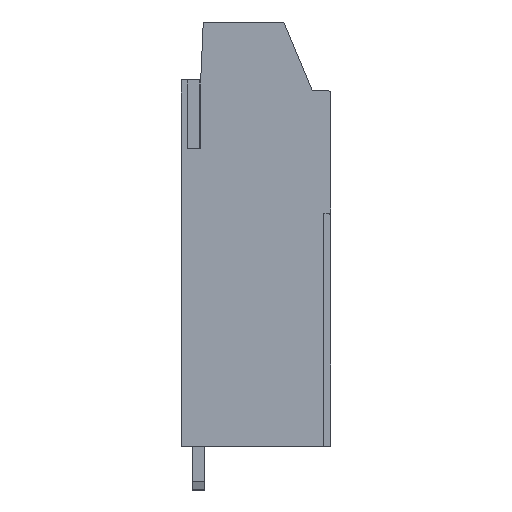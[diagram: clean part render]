
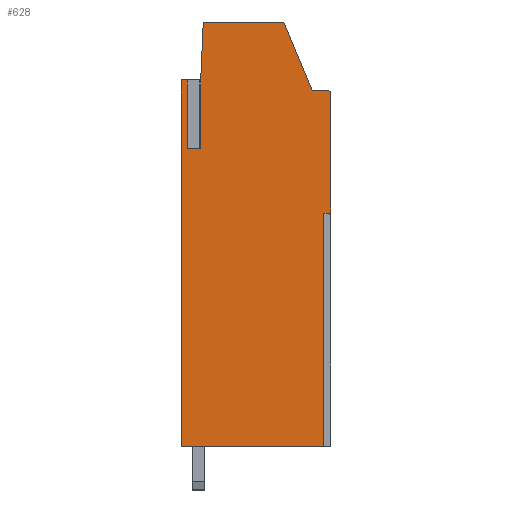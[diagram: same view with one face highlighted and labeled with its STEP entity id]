
A CAD part, left-side view. The second image highlights one B-rep face of the part: STEP entity #628.
In plain terms, the highlighted planar face has unit normal (-1, 0, 0).
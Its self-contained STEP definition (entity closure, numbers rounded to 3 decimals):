
#513=AXIS2_PLACEMENT_3D('Plane Axis2P3D',#510,#511,#512) ;
#559=AXIS2_PLACEMENT_3D('Circle Axis2P3D',#557,#558,$) ;
#479=CARTESIAN_POINT('Vertex',(0.68,10.25,25.05)) ;
#495=CARTESIAN_POINT('Vertex',(0.68,10.25,30.05)) ;
#498=CARTESIAN_POINT('Line Origine',(0.68,10.25,27.55)) ;
#510=CARTESIAN_POINT('Axis2P3D Location',(0.68,0.,0.)) ;
#515=CARTESIAN_POINT('Line Origine',(0.68,10.595,30.05)) ;
#519=CARTESIAN_POINT('Vertex',(0.68,10.94,30.05)) ;
#522=CARTESIAN_POINT('Line Origine',(0.68,10.94,16.625)) ;
#526=CARTESIAN_POINT('Vertex',(0.68,10.94,3.2)) ;
#529=CARTESIAN_POINT('Line Origine',(0.68,5.72,3.2)) ;
#533=CARTESIAN_POINT('Vertex',(0.68,0.5,3.2)) ;
#536=CARTESIAN_POINT('Line Origine',(0.68,0.5,11.75)) ;
#540=CARTESIAN_POINT('Vertex',(0.68,0.5,20.3)) ;
#543=CARTESIAN_POINT('Line Origine',(0.68,0.25,20.3)) ;
#547=CARTESIAN_POINT('Vertex',(0.68,0.,20.3)) ;
#550=CARTESIAN_POINT('Line Origine',(0.68,0.,24.68)) ;
#554=CARTESIAN_POINT('Vertex',(0.68,0.,29.06)) ;
#557=CARTESIAN_POINT('Axis2P3D Location',(0.68,0.2,29.06)) ;
#561=CARTESIAN_POINT('Vertex',(0.68,0.2,29.26)) ;
#564=CARTESIAN_POINT('Line Origine',(0.68,0.77,29.26)) ;
#568=CARTESIAN_POINT('Vertex',(0.68,1.34,29.26)) ;
#571=CARTESIAN_POINT('Line Origine',(0.68,2.386,31.78)) ;
#575=CARTESIAN_POINT('Vertex',(0.68,3.431,34.3)) ;
#578=CARTESIAN_POINT('Line Origine',(0.68,6.384,34.3)) ;
#582=CARTESIAN_POINT('Vertex',(0.68,9.336,34.3)) ;
#585=CARTESIAN_POINT('Line Origine',(0.68,9.428,32.175)) ;
#589=CARTESIAN_POINT('Vertex',(0.68,9.521,30.05)) ;
#592=CARTESIAN_POINT('Line Origine',(0.68,9.661,30.05)) ;
#596=CARTESIAN_POINT('Vertex',(0.68,9.8,30.05)) ;
#599=CARTESIAN_POINT('Line Origine',(0.68,9.8,27.55)) ;
#603=CARTESIAN_POINT('Vertex',(0.68,9.8,25.05)) ;
#606=CARTESIAN_POINT('Line Origine',(0.68,10.025,25.05)) ;
#499=DIRECTION('Vector Direction',(0.,0.,-1.)) ;
#511=DIRECTION('Axis2P3D Direction',(-1.,0.,0.)) ;
#512=DIRECTION('Axis2P3D XDirection',(0.,0.,1.)) ;
#516=DIRECTION('Vector Direction',(0.,-1.,0.)) ;
#523=DIRECTION('Vector Direction',(0.,0.,1.)) ;
#530=DIRECTION('Vector Direction',(0.,1.,0.)) ;
#537=DIRECTION('Vector Direction',(0.,0.,-1.)) ;
#544=DIRECTION('Vector Direction',(0.,-1.,0.)) ;
#551=DIRECTION('Vector Direction',(0.,0.,-1.)) ;
#558=DIRECTION('Axis2P3D Direction',(-1.,0.,0.)) ;
#565=DIRECTION('Vector Direction',(0.,-1.,0.)) ;
#572=DIRECTION('Vector Direction',(0.,-0.383,-0.924)) ;
#579=DIRECTION('Vector Direction',(0.,-1.,0.)) ;
#586=DIRECTION('Vector Direction',(0.,-0.044,0.999)) ;
#593=DIRECTION('Vector Direction',(0.,-1.,0.)) ;
#600=DIRECTION('Vector Direction',(0.,0.,-1.)) ;
#607=DIRECTION('Vector Direction',(0.,1.,0.)) ;
#500=VECTOR('Line Direction',#499,1.) ;
#517=VECTOR('Line Direction',#516,1.) ;
#524=VECTOR('Line Direction',#523,1.) ;
#531=VECTOR('Line Direction',#530,1.) ;
#538=VECTOR('Line Direction',#537,1.) ;
#545=VECTOR('Line Direction',#544,1.) ;
#552=VECTOR('Line Direction',#551,1.) ;
#566=VECTOR('Line Direction',#565,1.) ;
#573=VECTOR('Line Direction',#572,1.) ;
#580=VECTOR('Line Direction',#579,1.) ;
#587=VECTOR('Line Direction',#586,1.) ;
#594=VECTOR('Line Direction',#593,1.) ;
#601=VECTOR('Line Direction',#600,1.) ;
#608=VECTOR('Line Direction',#607,1.) ;
#612=ORIENTED_EDGE('',*,*,#521,.T.) ;
#613=ORIENTED_EDGE('',*,*,#528,.T.) ;
#614=ORIENTED_EDGE('',*,*,#535,.T.) ;
#615=ORIENTED_EDGE('',*,*,#542,.F.) ;
#616=ORIENTED_EDGE('',*,*,#549,.F.) ;
#617=ORIENTED_EDGE('',*,*,#556,.T.) ;
#618=ORIENTED_EDGE('',*,*,#563,.T.) ;
#619=ORIENTED_EDGE('',*,*,#570,.T.) ;
#620=ORIENTED_EDGE('',*,*,#577,.T.) ;
#621=ORIENTED_EDGE('',*,*,#584,.T.) ;
#622=ORIENTED_EDGE('',*,*,#591,.T.) ;
#623=ORIENTED_EDGE('',*,*,#598,.T.) ;
#624=ORIENTED_EDGE('',*,*,#605,.T.) ;
#625=ORIENTED_EDGE('',*,*,#610,.T.) ;
#626=ORIENTED_EDGE('',*,*,#502,.F.) ;
#628=ADVANCED_FACE('HOUSING',(#627),#514,.T.) ;
#560=CIRCLE('generated circle',#559,0.2) ;
#502=EDGE_CURVE('',#496,#480,#501,.T.) ;
#521=EDGE_CURVE('',#496,#520,#518,.F.) ;
#528=EDGE_CURVE('',#520,#527,#525,.F.) ;
#535=EDGE_CURVE('',#527,#534,#532,.F.) ;
#542=EDGE_CURVE('',#541,#534,#539,.T.) ;
#549=EDGE_CURVE('',#548,#541,#546,.F.) ;
#556=EDGE_CURVE('',#548,#555,#553,.F.) ;
#563=EDGE_CURVE('',#555,#562,#560,.T.) ;
#570=EDGE_CURVE('',#562,#569,#567,.F.) ;
#577=EDGE_CURVE('',#569,#576,#574,.F.) ;
#584=EDGE_CURVE('',#576,#583,#581,.F.) ;
#591=EDGE_CURVE('',#583,#590,#588,.F.) ;
#598=EDGE_CURVE('',#590,#597,#595,.F.) ;
#605=EDGE_CURVE('',#597,#604,#602,.T.) ;
#610=EDGE_CURVE('',#604,#480,#609,.T.) ;
#611=EDGE_LOOP('',(#612,#613,#614,#615,#616,#617,#618,#619,#620,#621,#622,#623,#624,#625,#626)) ;
#627=FACE_OUTER_BOUND('',#611,.T.) ;
#501=LINE('Line',#498,#500) ;
#518=LINE('Line',#515,#517) ;
#525=LINE('Line',#522,#524) ;
#532=LINE('Line',#529,#531) ;
#539=LINE('Line',#536,#538) ;
#546=LINE('Line',#543,#545) ;
#553=LINE('Line',#550,#552) ;
#567=LINE('Line',#564,#566) ;
#574=LINE('Line',#571,#573) ;
#581=LINE('Line',#578,#580) ;
#588=LINE('Line',#585,#587) ;
#595=LINE('Line',#592,#594) ;
#602=LINE('Line',#599,#601) ;
#609=LINE('Line',#606,#608) ;
#514=PLANE('',#513) ;
#480=VERTEX_POINT('',#479) ;
#496=VERTEX_POINT('',#495) ;
#520=VERTEX_POINT('',#519) ;
#527=VERTEX_POINT('',#526) ;
#534=VERTEX_POINT('',#533) ;
#541=VERTEX_POINT('',#540) ;
#548=VERTEX_POINT('',#547) ;
#555=VERTEX_POINT('',#554) ;
#562=VERTEX_POINT('',#561) ;
#569=VERTEX_POINT('',#568) ;
#576=VERTEX_POINT('',#575) ;
#583=VERTEX_POINT('',#582) ;
#590=VERTEX_POINT('',#589) ;
#597=VERTEX_POINT('',#596) ;
#604=VERTEX_POINT('',#603) ;
